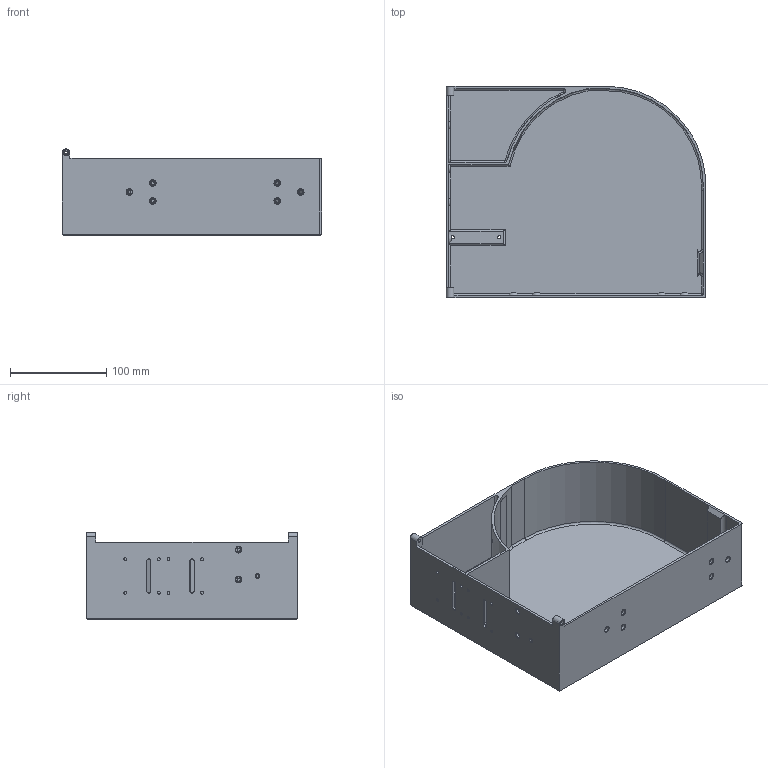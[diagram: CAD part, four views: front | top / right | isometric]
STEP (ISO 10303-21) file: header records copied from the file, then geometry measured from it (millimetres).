
FILE_DESCRIPTION(/* description */ (''),/* implementation_level */ '2;1');
FILE_NAME(/* name */ 'Cassette Shell.step',/* time_stamp */ '2024-05-19T08:34:35-07:00',/* author */ (''),/* organization */ (''),/* preprocessor_version */ 'ST-DEVELOPER v20',/* originating_system */ 'Autodesk Translation Framework v12.20.1.177',/* authorisation */ '');
FILE_SCHEMA (('AUTOMOTIVE_DESIGN { 1 0 10303 214 3 1 1 }'));
Length unit declared in the file: millimetre
Products named in the file (1): Cassette Shell
Bounding box: 270.08 x 220 x 90 mm (x, y, z)
Volume: 367718.8 mm3; surface area: 285730.7 mm2
Topology: 1 solids, 1 shells, 206 faces, 488 edges, 307 vertices
Faces by surface type: plane 93, cylinder 72, cone 33, bspline 4, torus 3, sphere 1
Full cylindrical faces by diameter (mm): 2.75 x1, 3 x12, 3.25 x12, 4.65 x2, 5.75 x10, 7 x2
Entity records: 6493 total; most frequent: CARTESIAN_POINT 1489, DIRECTION 1063, ORIENTED_EDGE 976, EDGE_CURVE 488, AXIS2_PLACEMENT_3D 397, VERTEX_POINT 307, EDGE_LOOP 285, LINE 269
